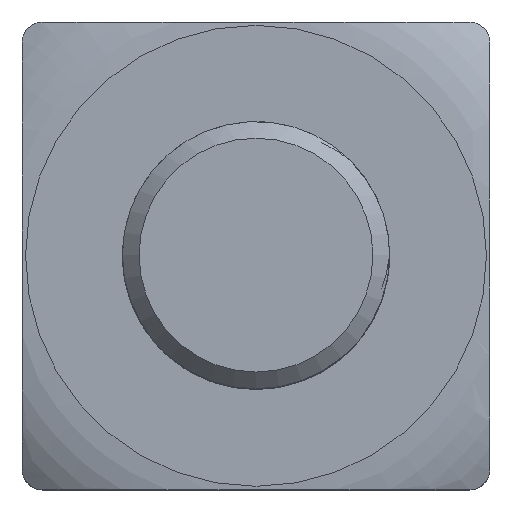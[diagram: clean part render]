
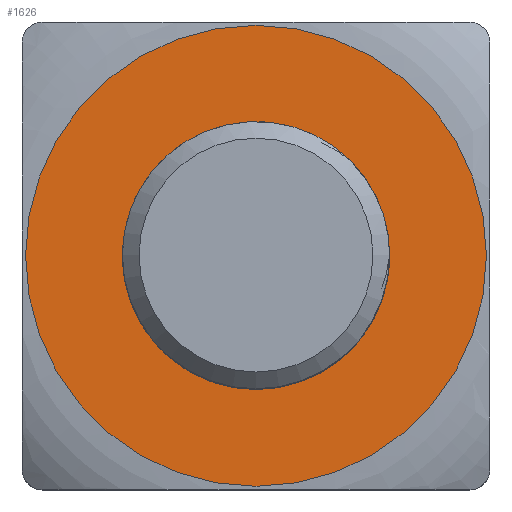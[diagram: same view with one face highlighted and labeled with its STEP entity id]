
A CAD part, top view. The second image highlights one B-rep face of the part: STEP entity #1626.
In plain terms, the highlighted planar face has unit normal (0, 0, 1).
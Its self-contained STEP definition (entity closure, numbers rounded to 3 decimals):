
#50=CIRCLE('',#1744,3.45);
#51=CIRCLE('',#1745,2.);
#390=ORIENTED_EDGE('',*,*,#670,.T.);
#391=ORIENTED_EDGE('',*,*,#671,.T.);
#670=EDGE_CURVE('',#826,#826,#50,.T.);
#671=EDGE_CURVE('',#827,#827,#51,.T.);
#826=VERTEX_POINT('',#2546);
#827=VERTEX_POINT('',#2548);
#1319=EDGE_LOOP('',(#390));
#1320=EDGE_LOOP('',(#391));
#1432=FACE_BOUND('',#1319,.T.);
#1433=FACE_BOUND('',#1320,.T.);
#1536=PLANE('',#1743);
#1626=ADVANCED_FACE('',(#1432,#1433),#1536,.T.);
#1743=AXIS2_PLACEMENT_3D('',#2544,#2100,#2101);
#1744=AXIS2_PLACEMENT_3D('',#2545,#2102,#2103);
#1745=AXIS2_PLACEMENT_3D('',#2547,#2104,#2105);
#2100=DIRECTION('',(0.,0.,1.));
#2101=DIRECTION('',(1.,0.,0.));
#2102=DIRECTION('',(0.,0.,1.));
#2103=DIRECTION('',(1.,0.,0.));
#2104=DIRECTION('',(0.,0.,-1.));
#2105=DIRECTION('',(1.,0.,0.));
#2544=CARTESIAN_POINT('',(0.,0.,0.));
#2545=CARTESIAN_POINT('',(0.,0.,0.));
#2546=CARTESIAN_POINT('',(3.45,0.,0.));
#2547=CARTESIAN_POINT('',(0.,0.,0.));
#2548=CARTESIAN_POINT('',(2.,0.,0.));
